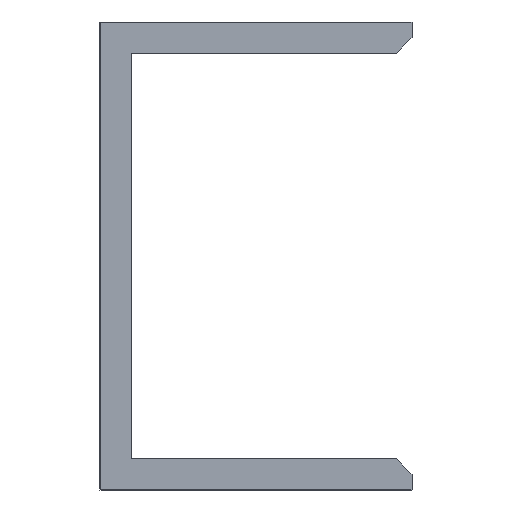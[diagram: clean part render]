
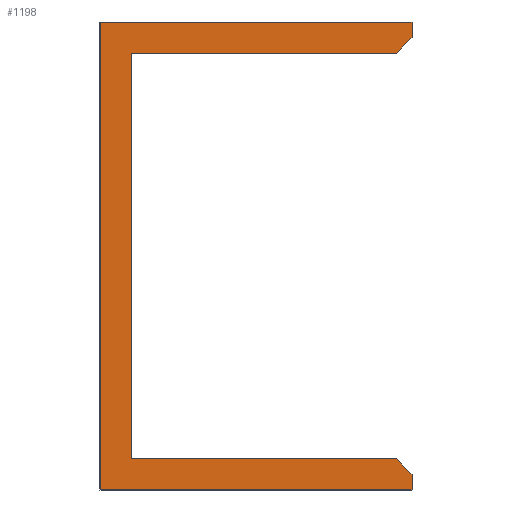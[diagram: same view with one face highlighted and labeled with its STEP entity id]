
A CAD part, front view. The second image highlights one B-rep face of the part: STEP entity #1198.
In plain terms, the highlighted planar face has unit normal (0, -1, 0).
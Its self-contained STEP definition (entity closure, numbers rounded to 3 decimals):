
#84=PLANE('',#1341);
#141=FACE_OUTER_BOUND('',#238,.T.);
#238=EDGE_LOOP('',(#1086,#1087,#1088,#1089,#1090,#1091,#1092,#1093,#1094,
#1095));
#289=LINE('',#1817,#387);
#309=LINE('',#1896,#407);
#333=LINE('',#1997,#431);
#336=LINE('',#2002,#434);
#337=LINE('',#2004,#435);
#338=LINE('',#2007,#436);
#341=LINE('',#2012,#439);
#343=LINE('',#2016,#441);
#344=LINE('',#2018,#442);
#345=LINE('',#2019,#443);
#387=VECTOR('',#1461,10.);
#407=VECTOR('',#1541,10.);
#431=VECTOR('',#1661,10.);
#434=VECTOR('',#1666,10.);
#435=VECTOR('',#1669,10.);
#436=VECTOR('',#1672,10.);
#439=VECTOR('',#1677,10.);
#441=VECTOR('',#1681,10.);
#442=VECTOR('',#1684,10.);
#443=VECTOR('',#1685,10.);
#556=VERTEX_POINT('',#1813);
#557=VERTEX_POINT('',#1815);
#585=VERTEX_POINT('',#1893);
#586=VERTEX_POINT('',#1895);
#614=VERTEX_POINT('',#1994);
#615=VERTEX_POINT('',#1996);
#616=VERTEX_POINT('',#2000);
#617=VERTEX_POINT('',#2006);
#618=VERTEX_POINT('',#2010);
#619=VERTEX_POINT('',#2014);
#681=EDGE_CURVE('',#556,#557,#289,.T.);
#721=EDGE_CURVE('',#586,#585,#309,.T.);
#771=EDGE_CURVE('',#614,#615,#333,.T.);
#774=EDGE_CURVE('',#614,#616,#336,.T.);
#775=EDGE_CURVE('',#616,#556,#337,.T.);
#776=EDGE_CURVE('',#557,#617,#338,.T.);
#779=EDGE_CURVE('',#617,#618,#341,.T.);
#781=EDGE_CURVE('',#619,#618,#343,.T.);
#782=EDGE_CURVE('',#619,#586,#344,.T.);
#783=EDGE_CURVE('',#585,#615,#345,.T.);
#1086=ORIENTED_EDGE('',*,*,#781,.F.);
#1087=ORIENTED_EDGE('',*,*,#782,.T.);
#1088=ORIENTED_EDGE('',*,*,#721,.T.);
#1089=ORIENTED_EDGE('',*,*,#783,.T.);
#1090=ORIENTED_EDGE('',*,*,#771,.F.);
#1091=ORIENTED_EDGE('',*,*,#774,.T.);
#1092=ORIENTED_EDGE('',*,*,#775,.T.);
#1093=ORIENTED_EDGE('',*,*,#681,.T.);
#1094=ORIENTED_EDGE('',*,*,#776,.T.);
#1095=ORIENTED_EDGE('',*,*,#779,.T.);
#1198=ADVANCED_FACE('',(#141),#84,.F.);
#1341=AXIS2_PLACEMENT_3D('',#2017,#1682,#1683);
#1461=DIRECTION('',(0.,0.,-1.));
#1541=DIRECTION('',(0.,0.,1.));
#1661=DIRECTION('',(-0.707,0.,-0.707));
#1666=DIRECTION('',(0.,0.,1.));
#1669=DIRECTION('',(-1.,0.,0.));
#1672=DIRECTION('',(1.,0.,0.));
#1677=DIRECTION('',(0.,0.,1.));
#1681=DIRECTION('',(0.707,0.,-0.707));
#1682=DIRECTION('center_axis',(0.,1.,0.));
#1683=DIRECTION('ref_axis',(-1.,0.,0.));
#1684=DIRECTION('',(-1.,0.,0.));
#1685=DIRECTION('',(1.,0.,0.));
#1813=CARTESIAN_POINT('',(-669.741,8.289,700.715));
#1815=CARTESIAN_POINT('',(-669.741,8.289,640.715));
#1817=CARTESIAN_POINT('',(-669.741,8.289,700.715));
#1893=CARTESIAN_POINT('',(-665.741,8.289,696.715));
#1895=CARTESIAN_POINT('',(-665.741,8.289,644.715));
#1896=CARTESIAN_POINT('',(-665.741,8.289,644.215));
#1994=CARTESIAN_POINT('',(-629.741,8.289,698.715));
#1996=CARTESIAN_POINT('',(-631.741,8.289,696.715));
#1997=CARTESIAN_POINT('',(-615.819,8.289,712.637));
#2000=CARTESIAN_POINT('',(-629.741,8.289,700.715));
#2002=CARTESIAN_POINT('',(-629.741,8.289,640.715));
#2004=CARTESIAN_POINT('',(-629.741,8.289,700.715));
#2006=CARTESIAN_POINT('',(-629.741,8.289,640.715));
#2007=CARTESIAN_POINT('',(-669.741,8.289,640.715));
#2010=CARTESIAN_POINT('',(-629.741,8.289,642.715));
#2012=CARTESIAN_POINT('',(-629.741,8.289,640.715));
#2014=CARTESIAN_POINT('',(-631.741,8.289,644.715));
#2016=CARTESIAN_POINT('',(-615.819,8.289,628.793));
#2017=CARTESIAN_POINT('Origin',(-544.052,8.289,670.715));
#2018=CARTESIAN_POINT('',(-627.741,8.289,644.715));
#2019=CARTESIAN_POINT('',(-665.741,8.289,696.715));
